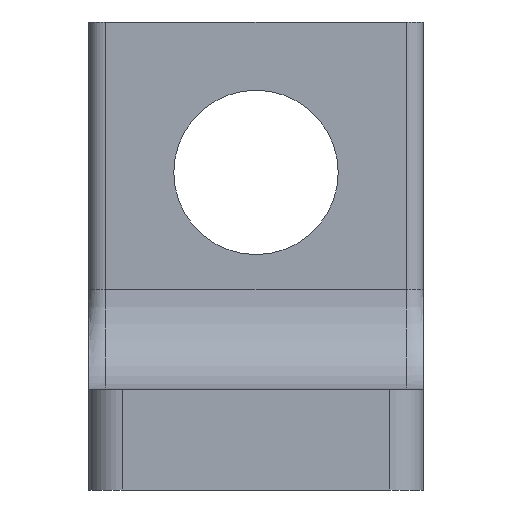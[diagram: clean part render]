
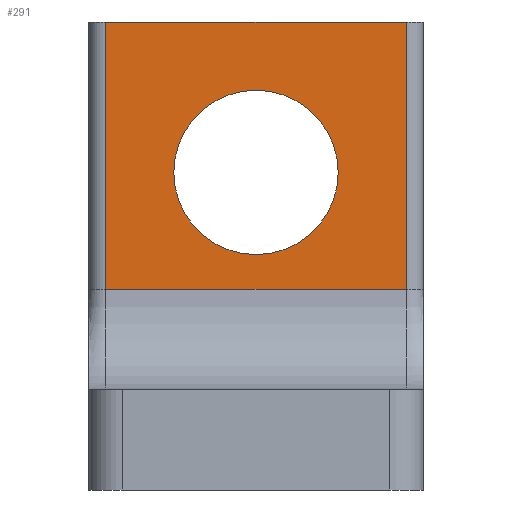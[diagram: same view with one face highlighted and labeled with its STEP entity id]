
A CAD part, front view. The second image highlights one B-rep face of the part: STEP entity #291.
In plain terms, the highlighted planar face has unit normal (0, -1, 0).
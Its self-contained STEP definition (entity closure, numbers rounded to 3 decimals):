
#15=FACE_BOUND('',#105,.T.);
#20=PLANE('',#332);
#25=LINE('',#454,#49);
#42=LINE('',#511,#66);
#43=LINE('',#515,#67);
#44=LINE('',#516,#68);
#49=VECTOR('',#357,10.);
#66=VECTOR('',#400,10.);
#67=VECTOR('',#405,10.);
#68=VECTOR('',#406,10.);
#88=FACE_OUTER_BOUND('',#104,.T.);
#104=EDGE_LOOP('',(#244,#245,#246,#247));
#105=EDGE_LOOP('',(#248));
#126=CIRCLE('',#333,2.459);
#131=VERTEX_POINT('',#434);
#135=VERTEX_POINT('',#452);
#152=VERTEX_POINT('',#510);
#153=VERTEX_POINT('',#514);
#154=VERTEX_POINT('',#517);
#162=EDGE_CURVE('',#135,#131,#25,.T.);
#186=EDGE_CURVE('',#131,#152,#42,.T.);
#188=EDGE_CURVE('',#153,#135,#43,.T.);
#189=EDGE_CURVE('',#152,#153,#44,.T.);
#190=EDGE_CURVE('',#154,#154,#126,.T.);
#244=ORIENTED_EDGE('',*,*,#162,.F.);
#245=ORIENTED_EDGE('',*,*,#188,.F.);
#246=ORIENTED_EDGE('',*,*,#189,.F.);
#247=ORIENTED_EDGE('',*,*,#186,.F.);
#248=ORIENTED_EDGE('',*,*,#190,.T.);
#291=ADVANCED_FACE('',(#88,#15),#20,.T.);
#332=AXIS2_PLACEMENT_3D('',#513,#403,#404);
#333=AXIS2_PLACEMENT_3D('',#518,#407,#408);
#357=DIRECTION('',(-1.,0.,0.));
#400=DIRECTION('',(0.,0.,1.));
#403=DIRECTION('center_axis',(0.,-1.,0.));
#404=DIRECTION('ref_axis',(0.,0.,-1.));
#405=DIRECTION('',(0.,0.,-1.));
#406=DIRECTION('',(1.,0.,0.));
#407=DIRECTION('center_axis',(0.,1.,0.));
#408=DIRECTION('ref_axis',(1.,0.,0.));
#434=CARTESIAN_POINT('',(-4.5,-6.,6.));
#452=CARTESIAN_POINT('',(4.5,-6.,6.));
#454=CARTESIAN_POINT('',(0.,-6.,6.));
#510=CARTESIAN_POINT('',(-4.5,-6.,14.));
#511=CARTESIAN_POINT('',(-4.5,-6.,10.5));
#513=CARTESIAN_POINT('Origin',(0.,-6.,14.));
#514=CARTESIAN_POINT('',(4.5,-6.,14.));
#515=CARTESIAN_POINT('',(4.5,-6.,10.5));
#516=CARTESIAN_POINT('',(0.,-6.,14.));
#517=CARTESIAN_POINT('',(-2.459,-6.,9.5));
#518=CARTESIAN_POINT('Origin',(0.,-6.,9.5));
